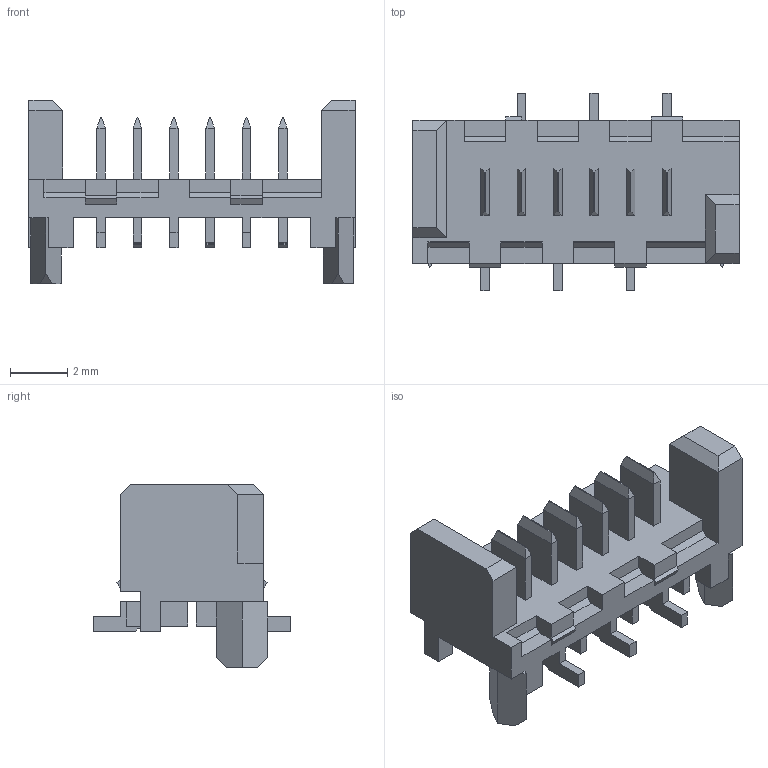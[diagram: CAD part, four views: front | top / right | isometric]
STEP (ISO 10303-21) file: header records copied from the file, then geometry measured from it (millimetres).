
FILE_DESCRIPTION((''),'2;1');
FILE_NAME('908140806','2010-10-29T',('pnb'),(''),'PRO/ENGINEER BY PARAMETRIC TECHNOLOGY CORPORATION, 2003451','PRO/ENGINEER BY PARAMETRIC TECHNOLOGY CORPORATION, 2003451','');
FILE_SCHEMA(('CONFIG_CONTROL_DESIGN'));
Length unit declared in the file: millimetre
Products named in the file (1): 908140806
Bounding box: 11.4 x 6.9 x 6.4 mm (x, y, z)
Volume: 109.1 mm3; surface area: 349.8 mm2
Topology: 1 solids, 1 shells, 281 faces, 796 edges, 526 vertices
Faces by surface type: plane 251, cylinder 30
Entity records: 8937 total; most frequent: CARTESIAN_POINT 1577, ORIENTED_EDGE 1536, DIRECTION 1426, EDGE_CURVE 768, VECTOR 732, LINE 732, VERTEX_POINT 498, AXIS2_PLACEMENT_3D 347
